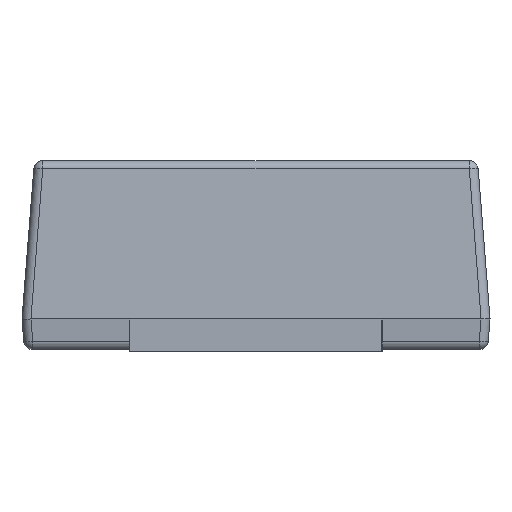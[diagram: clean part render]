
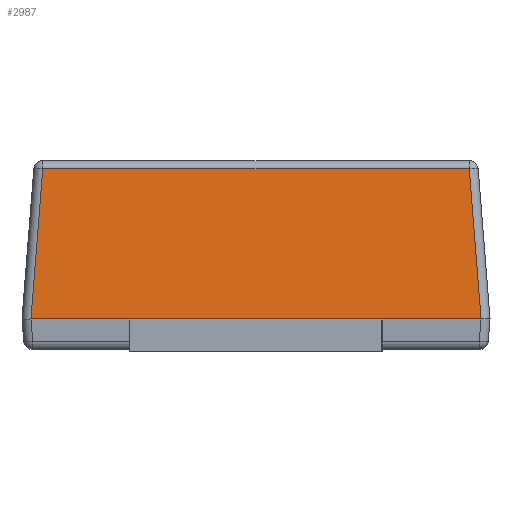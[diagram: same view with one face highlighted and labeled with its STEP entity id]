
A CAD part, left-side view. The second image highlights one B-rep face of the part: STEP entity #2987.
In plain terms, the highlighted planar face has unit normal (-0.997, 0, 0.079).
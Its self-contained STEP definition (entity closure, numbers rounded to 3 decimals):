
#74 = LINE ( 'NONE', #4888, #4245 ) ;
#75 = CARTESIAN_POINT ( 'NONE',  ( -1.75, 1.25, -0.004 ) ) ;
#247 = VERTEX_POINT ( 'NONE', #1466 ) ;
#528 = DIRECTION ( 'NONE',  ( 0., -1., 0. ) ) ;
#659 = EDGE_CURVE ( 'NONE', #1421, #4016, #2902, .T. ) ;
#736 = VECTOR ( 'NONE', #4727, 1000. ) ;
#803 = EDGE_CURVE ( 'NONE', #247, #3154, #1365, .T. ) ;
#907 = LINE ( 'NONE', #5345, #2025 ) ;
#1145 = AXIS2_PLACEMENT_3D ( 'NONE', #2616, #1802, #2287 ) ;
#1302 = ORIENTED_EDGE ( 'NONE', *, *, #4380, .T. ) ;
#1365 = LINE ( 'NONE', #75, #3494 ) ;
#1392 = DIRECTION ( 'NONE',  ( -0.078, 0.078, -0.994 ) ) ;
#1421 = VERTEX_POINT ( 'NONE', #5588 ) ;
#1426 = DIRECTION ( 'NONE',  ( 0., -1., 0. ) ) ;
#1466 = CARTESIAN_POINT ( 'NONE',  ( -1.684, 1.185, 0.834 ) ) ;
#1606 = PLANE ( 'NONE',  #1145 ) ;
#1783 = VERTEX_POINT ( 'NONE', #3592 ) ;
#1802 = DIRECTION ( 'NONE',  ( -0.997, 0., 0.078 ) ) ;
#1983 = DIRECTION ( 'NONE',  ( 0.078, 0.078, 0.994 ) ) ;
#2025 = VECTOR ( 'NONE', #5315, 1000. ) ;
#2287 = DIRECTION ( 'NONE',  ( 0.078, 0., 0.997 ) ) ;
#2419 = CARTESIAN_POINT ( 'NONE',  ( -1.734, -1.235, 0.198 ) ) ;
#2472 = EDGE_CURVE ( 'NONE', #3765, #1783, #5583, .T. ) ;
#2541 = EDGE_CURVE ( 'NONE', #3154, #3765, #3145, .T. ) ;
#2616 = CARTESIAN_POINT ( 'NONE',  ( -1.75, 1.3, 0. ) ) ;
#2902 = LINE ( 'NONE', #2419, #5455 ) ;
#2987 = ADVANCED_FACE ( 'NONE', ( #5554 ), #1606, .T. ) ;
#2991 = EDGE_CURVE ( 'NONE', #1783, #1421, #74, .T. ) ;
#3092 = CARTESIAN_POINT ( 'NONE',  ( -1.75, 1.3, 0. ) ) ;
#3145 = LINE ( 'NONE', #3092, #4675 ) ;
#3154 = VERTEX_POINT ( 'NONE', #4596 ) ;
#3494 = VECTOR ( 'NONE', #1392, 1000. ) ;
#3517 = ORIENTED_EDGE ( 'NONE', *, *, #803, .T. ) ;
#3592 = CARTESIAN_POINT ( 'NONE',  ( -1.75, -0.7, 0. ) ) ;
#3765 = VERTEX_POINT ( 'NONE', #5447 ) ;
#3800 = ORIENTED_EDGE ( 'NONE', *, *, #2991, .T. ) ;
#4016 = VERTEX_POINT ( 'NONE', #4232 ) ;
#4232 = CARTESIAN_POINT ( 'NONE',  ( -1.684, -1.185, 0.834 ) ) ;
#4245 = VECTOR ( 'NONE', #528, 1000. ) ;
#4380 = EDGE_CURVE ( 'NONE', #4016, #247, #907, .T. ) ;
#4596 = CARTESIAN_POINT ( 'NONE',  ( -1.75, 1.25, 0. ) ) ;
#4675 = VECTOR ( 'NONE', #1426, 1000. ) ;
#4727 = DIRECTION ( 'NONE',  ( 0., -1., 0. ) ) ;
#4850 = EDGE_LOOP ( 'NONE', ( #1302, #3517, #5238, #5415, #3800, #5043 ) ) ;
#4888 = CARTESIAN_POINT ( 'NONE',  ( -1.75, 1.3, 0. ) ) ;
#5043 = ORIENTED_EDGE ( 'NONE', *, *, #659, .T. ) ;
#5238 = ORIENTED_EDGE ( 'NONE', *, *, #2541, .T. ) ;
#5315 = DIRECTION ( 'NONE',  ( 0., 1., 0. ) ) ;
#5345 = CARTESIAN_POINT ( 'NONE',  ( -1.684, 1.231, 0.834 ) ) ;
#5415 = ORIENTED_EDGE ( 'NONE', *, *, #2472, .T. ) ;
#5447 = CARTESIAN_POINT ( 'NONE',  ( -1.75, 0.7, 0. ) ) ;
#5455 = VECTOR ( 'NONE', #1983, 1000. ) ;
#5554 = FACE_OUTER_BOUND ( 'NONE', #4850, .T. ) ;
#5583 = LINE ( 'NONE', #5676, #736 ) ;
#5588 = CARTESIAN_POINT ( 'NONE',  ( -1.75, -1.25, 0. ) ) ;
#5676 = CARTESIAN_POINT ( 'NONE',  ( -1.75, 1.3, 0. ) ) ;
